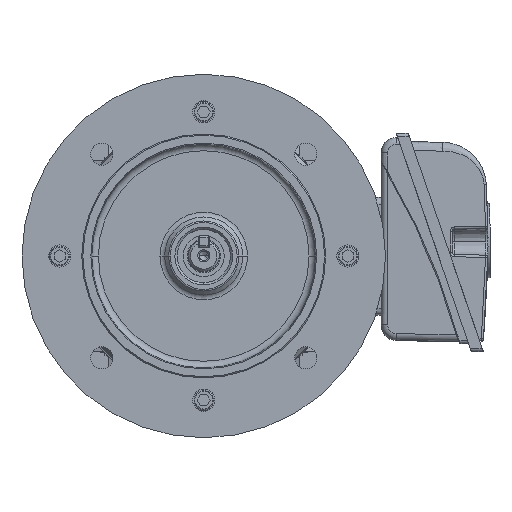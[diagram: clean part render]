
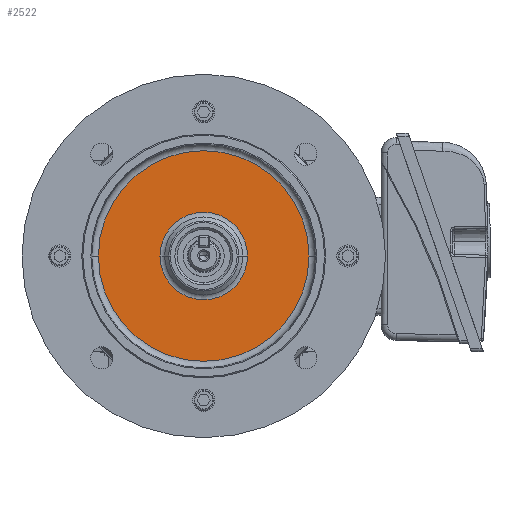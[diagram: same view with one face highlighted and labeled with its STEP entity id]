
A CAD part, top view. The second image highlights one B-rep face of the part: STEP entity #2522.
In plain terms, the highlighted face is planar.
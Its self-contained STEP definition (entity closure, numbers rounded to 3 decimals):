
#372 = ORIENTED_EDGE ( 'NONE', *, *, #57698, .T. ) ;
#1364 = ORIENTED_EDGE ( 'NONE', *, *, #3025, .T. ) ;
#2522 = ADVANCED_FACE ( 'NONE', ( #3390, #51296 ), #26484, .F. ) ;
#3025 = EDGE_CURVE ( 'NONE', #14759, #20800, #52825, .T. ) ;
#3390 = FACE_BOUND ( 'NONE', #24850, .T. ) ;
#4690 = CARTESIAN_POINT ( 'NONE',  ( 8.5, 0., 0. ) ) ;
#9020 = DIRECTION ( 'NONE',  ( 1., 0., 0. ) ) ;
#9669 = DIRECTION ( 'NONE',  ( 0., 0., -1. ) ) ;
#11479 = CARTESIAN_POINT ( 'NONE',  ( 8.5, 0., 47.507 ) ) ;
#12874 = CIRCLE ( 'NONE', #62300, 47.507 ) ;
#14759 = VERTEX_POINT ( 'NONE', #11479 ) ;
#16950 = DIRECTION ( 'NONE',  ( 0., 0., -1. ) ) ;
#17164 = CARTESIAN_POINT ( 'NONE',  ( 8.5, 0., 0. ) ) ;
#17447 = VERTEX_POINT ( 'NONE', #29343 ) ;
#18116 = DIRECTION ( 'NONE',  ( -1., 0., 0. ) ) ;
#19849 = AXIS2_PLACEMENT_3D ( 'NONE', #4690, #9020, #9669 ) ;
#20800 = VERTEX_POINT ( 'NONE', #32042 ) ;
#21300 = EDGE_LOOP ( 'NONE', ( #372, #1364 ) ) ;
#22546 = CIRCLE ( 'NONE', #55243, 19.743 ) ;
#23086 = DIRECTION ( 'NONE',  ( 0., 0., -1. ) ) ;
#23736 = EDGE_CURVE ( 'NONE', #47674, #17447, #28472, .T. ) ;
#24850 = EDGE_LOOP ( 'NONE', ( #55396, #61267 ) ) ;
#26484 = PLANE ( 'NONE',  #61091 ) ;
#28249 = CARTESIAN_POINT ( 'NONE',  ( 8.5, 0., 0. ) ) ;
#28472 = CIRCLE ( 'NONE', #19849, 19.743 ) ;
#29343 = CARTESIAN_POINT ( 'NONE',  ( 8.5, 0., -19.743 ) ) ;
#31629 = DIRECTION ( 'NONE',  ( 0., 0., -1. ) ) ;
#32042 = CARTESIAN_POINT ( 'NONE',  ( 8.5, 0., -47.507 ) ) ;
#35750 = DIRECTION ( 'NONE',  ( 1., 0., 0. ) ) ;
#42176 = DIRECTION ( 'NONE',  ( -1., 0., 0. ) ) ;
#44751 = DIRECTION ( 'NONE',  ( 1., 0., 0. ) ) ;
#44952 = CARTESIAN_POINT ( 'NONE',  ( 8.5, 0., 0. ) ) ;
#47674 = VERTEX_POINT ( 'NONE', #48040 ) ;
#48040 = CARTESIAN_POINT ( 'NONE',  ( 8.5, 0., 19.743 ) ) ;
#48709 = AXIS2_PLACEMENT_3D ( 'NONE', #28249, #18116, #23086 ) ;
#49524 = DIRECTION ( 'NONE',  ( 0., 0., -1. ) ) ;
#51296 = FACE_OUTER_BOUND ( 'NONE', #21300, .T. ) ;
#52825 = CIRCLE ( 'NONE', #48709, 47.507 ) ;
#53377 = EDGE_CURVE ( 'NONE', #17447, #47674, #22546, .T. ) ;
#55243 = AXIS2_PLACEMENT_3D ( 'NONE', #44952, #44751, #49524 ) ;
#55396 = ORIENTED_EDGE ( 'NONE', *, *, #53377, .T. ) ;
#57698 = EDGE_CURVE ( 'NONE', #20800, #14759, #12874, .T. ) ;
#61091 = AXIS2_PLACEMENT_3D ( 'NONE', #61242, #35750, #31629 ) ;
#61242 = CARTESIAN_POINT ( 'NONE',  ( 8.5, 50.256, 0. ) ) ;
#61267 = ORIENTED_EDGE ( 'NONE', *, *, #23736, .T. ) ;
#62300 = AXIS2_PLACEMENT_3D ( 'NONE', #17164, #42176, #16950 ) ;
